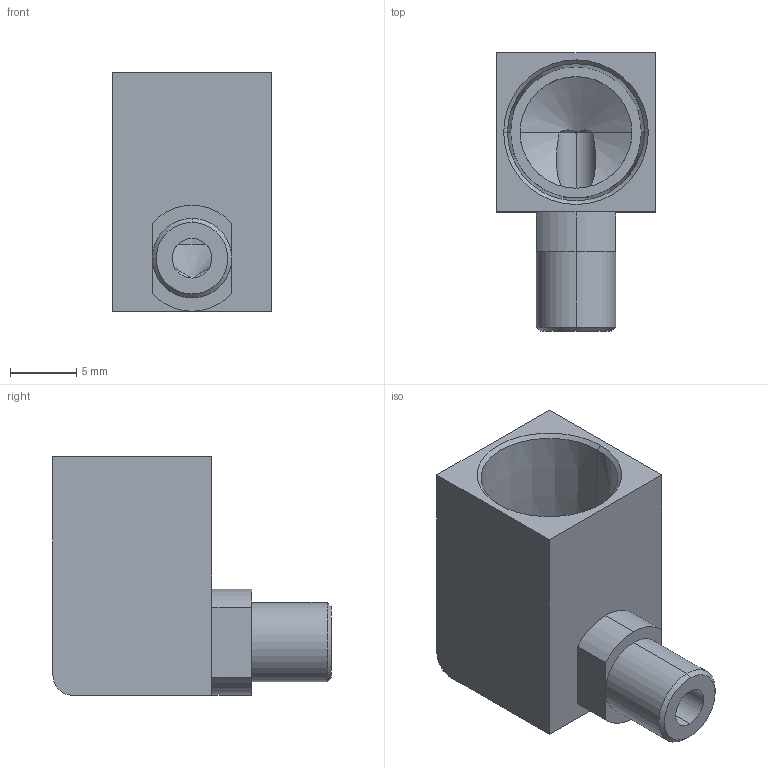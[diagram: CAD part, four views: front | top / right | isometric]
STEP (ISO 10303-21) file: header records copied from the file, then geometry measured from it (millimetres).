
FILE_DESCRIPTION (( 'STEP AP203' ), '1' );
FILE_NAME ('OB-M6-PT1_8.STEP', '2013-10-24T06:29:15', ( 'CPC' ), ( '' ), 'SwSTEP 2.0', 'SolidWorks 2010', '' );
FILE_SCHEMA (( 'CONFIG_CONTROL_DESIGN' ));
Length unit declared in the file: millimetre
Products named in the file (1): OB-M6-PT1_8
Bounding box: 12 x 21 x 18 mm (x, y, z)
Volume: 1822.2 mm3; surface area: 1810.2 mm2
Topology: 1 solids, 1 shells, 34 faces, 83 edges, 50 vertices
Faces by surface type: cone 12, plane 12, cylinder 10
Entity records: 1145 total; most frequent: CARTESIAN_POINT 265, DIRECTION 175, ORIENTED_EDGE 162, EDGE_CURVE 81, AXIS2_PLACEMENT_3D 67, VERTEX_POINT 50, VECTOR 41, LINE 41
